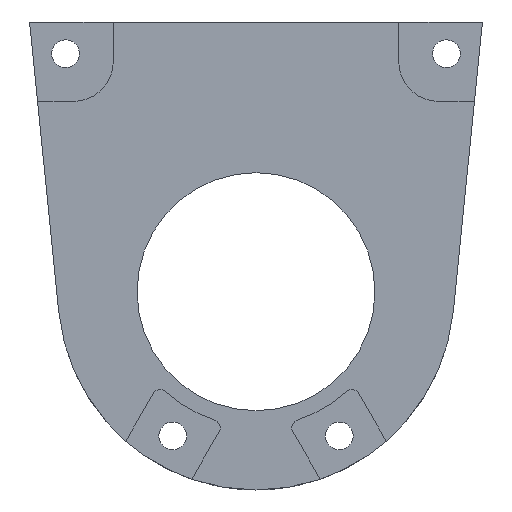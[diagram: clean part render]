
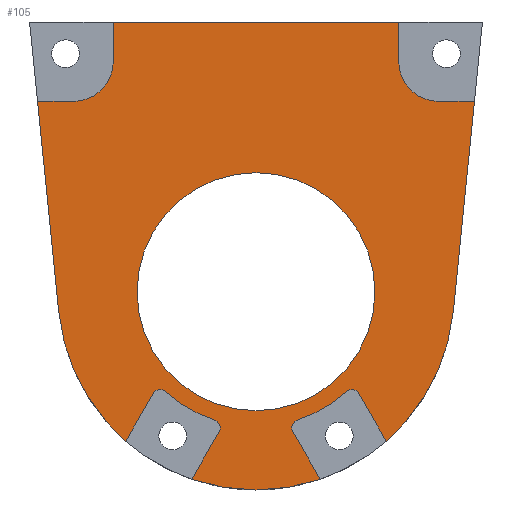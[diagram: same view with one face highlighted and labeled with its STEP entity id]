
A CAD part, front view. The second image highlights one B-rep face of the part: STEP entity #105.
In plain terms, the highlighted planar face has unit normal (0, -1, 0).
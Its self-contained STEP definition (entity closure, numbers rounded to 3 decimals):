
#74=FACE_BOUND('',#294,.T.);
#75=FACE_BOUND('',#295,.T.);
#105=ADVANCED_FACE('',(#74,#75),#181,.F.);
#181=PLANE('',#1528);
#294=EDGE_LOOP('',(#422));
#295=EDGE_LOOP('',(#423,#424,#425,#426,#427,#428,#429,#430,#431,#432,#433,
#434,#435,#436,#437,#438,#439,#440,#441,#442,#443,#444));
#422=ORIENTED_EDGE('',*,*,#918,.T.);
#423=ORIENTED_EDGE('',*,*,#899,.F.);
#424=ORIENTED_EDGE('',*,*,#919,.T.);
#425=ORIENTED_EDGE('',*,*,#920,.T.);
#426=ORIENTED_EDGE('',*,*,#921,.T.);
#427=ORIENTED_EDGE('',*,*,#886,.F.);
#428=ORIENTED_EDGE('',*,*,#922,.F.);
#429=ORIENTED_EDGE('',*,*,#923,.T.);
#430=ORIENTED_EDGE('',*,*,#924,.F.);
#431=ORIENTED_EDGE('',*,*,#925,.F.);
#432=ORIENTED_EDGE('',*,*,#926,.F.);
#433=ORIENTED_EDGE('',*,*,#927,.T.);
#434=ORIENTED_EDGE('',*,*,#928,.T.);
#435=ORIENTED_EDGE('',*,*,#929,.T.);
#436=ORIENTED_EDGE('',*,*,#930,.T.);
#437=ORIENTED_EDGE('',*,*,#931,.T.);
#438=ORIENTED_EDGE('',*,*,#932,.F.);
#439=ORIENTED_EDGE('',*,*,#933,.T.);
#440=ORIENTED_EDGE('',*,*,#934,.T.);
#441=ORIENTED_EDGE('',*,*,#935,.T.);
#442=ORIENTED_EDGE('',*,*,#936,.T.);
#443=ORIENTED_EDGE('',*,*,#937,.T.);
#444=ORIENTED_EDGE('',*,*,#938,.F.);
#766=VERTEX_POINT('',#2075);
#767=VERTEX_POINT('',#2077);
#774=VERTEX_POINT('',#2092);
#778=VERTEX_POINT('',#2101);
#796=VERTEX_POINT('',#2141);
#797=VERTEX_POINT('',#2143);
#798=VERTEX_POINT('',#2145);
#799=VERTEX_POINT('',#2148);
#800=VERTEX_POINT('',#2150);
#801=VERTEX_POINT('',#2152);
#802=VERTEX_POINT('',#2154);
#803=VERTEX_POINT('',#2156);
#804=VERTEX_POINT('',#2158);
#805=VERTEX_POINT('',#2160);
#806=VERTEX_POINT('',#2162);
#807=VERTEX_POINT('',#2164);
#808=VERTEX_POINT('',#2166);
#809=VERTEX_POINT('',#2168);
#810=VERTEX_POINT('',#2170);
#811=VERTEX_POINT('',#2172);
#812=VERTEX_POINT('',#2174);
#813=VERTEX_POINT('',#2176);
#814=VERTEX_POINT('',#2178);
#886=EDGE_CURVE('',#766,#767,#1185,.T.);
#899=EDGE_CURVE('',#778,#774,#1198,.T.);
#918=EDGE_CURVE('',#796,#796,#1080,.T.);
#919=EDGE_CURVE('',#778,#797,#1209,.T.);
#920=EDGE_CURVE('',#797,#798,#1081,.T.);
#921=EDGE_CURVE('',#798,#767,#1210,.T.);
#922=EDGE_CURVE('',#799,#766,#1211,.T.);
#923=EDGE_CURVE('',#799,#800,#1082,.T.);
#924=EDGE_CURVE('',#801,#800,#1212,.T.);
#925=EDGE_CURVE('',#802,#801,#1213,.T.);
#926=EDGE_CURVE('',#803,#802,#1083,.T.);
#927=EDGE_CURVE('',#803,#804,#1214,.T.);
#928=EDGE_CURVE('',#804,#805,#1084,.T.);
#929=EDGE_CURVE('',#805,#806,#1085,.T.);
#930=EDGE_CURVE('',#806,#807,#1086,.T.);
#931=EDGE_CURVE('',#807,#808,#1215,.T.);
#932=EDGE_CURVE('',#809,#808,#1087,.T.);
#933=EDGE_CURVE('',#809,#810,#1216,.T.);
#934=EDGE_CURVE('',#810,#811,#1088,.T.);
#935=EDGE_CURVE('',#811,#812,#1089,.T.);
#936=EDGE_CURVE('',#812,#813,#1090,.T.);
#937=EDGE_CURVE('',#813,#814,#1217,.T.);
#938=EDGE_CURVE('',#774,#814,#1091,.T.);
#1080=CIRCLE('',#1516,15.);
#1081=CIRCLE('',#1517,5.);
#1082=CIRCLE('',#1518,5.);
#1083=CIRCLE('',#1519,25.);
#1084=CIRCLE('',#1520,1.);
#1085=CIRCLE('',#1521,17.);
#1086=CIRCLE('',#1522,1.);
#1087=CIRCLE('',#1523,25.);
#1088=CIRCLE('',#1524,1.);
#1089=CIRCLE('',#1525,17.);
#1090=CIRCLE('',#1526,1.);
#1091=CIRCLE('',#1527,25.);
#1185=LINE('',#2076,#1330);
#1198=LINE('',#2102,#1343);
#1209=LINE('',#2142,#1354);
#1210=LINE('',#2146,#1355);
#1211=LINE('',#2147,#1356);
#1212=LINE('',#2151,#1357);
#1213=LINE('',#2153,#1358);
#1214=LINE('',#2157,#1359);
#1215=LINE('',#2165,#1360);
#1216=LINE('',#2169,#1361);
#1217=LINE('',#2177,#1362);
#1330=VECTOR('',#1662,1.);
#1343=VECTOR('',#1677,1.);
#1354=VECTOR('',#1710,1.);
#1355=VECTOR('',#1713,1.);
#1356=VECTOR('',#1714,1.);
#1357=VECTOR('',#1717,1.);
#1358=VECTOR('',#1718,1.);
#1359=VECTOR('',#1721,1.);
#1360=VECTOR('',#1728,1.);
#1361=VECTOR('',#1731,1.);
#1362=VECTOR('',#1738,1.);
#1516=AXIS2_PLACEMENT_3D('',#2140,#1708,#1709);
#1517=AXIS2_PLACEMENT_3D('',#2144,#1711,#1712);
#1518=AXIS2_PLACEMENT_3D('',#2149,#1715,#1716);
#1519=AXIS2_PLACEMENT_3D('',#2155,#1719,#1720);
#1520=AXIS2_PLACEMENT_3D('',#2159,#1722,#1723);
#1521=AXIS2_PLACEMENT_3D('',#2161,#1724,#1725);
#1522=AXIS2_PLACEMENT_3D('',#2163,#1726,#1727);
#1523=AXIS2_PLACEMENT_3D('',#2167,#1729,#1730);
#1524=AXIS2_PLACEMENT_3D('',#2171,#1732,#1733);
#1525=AXIS2_PLACEMENT_3D('',#2173,#1734,#1735);
#1526=AXIS2_PLACEMENT_3D('',#2175,#1736,#1737);
#1527=AXIS2_PLACEMENT_3D('',#2179,#1739,#1740);
#1528=AXIS2_PLACEMENT_3D('',#2180,#1741,#1742);
#1662=DIRECTION('',(1.,0.,0.));
#1677=DIRECTION('',(-0.1,0.,-0.995));
#1708=DIRECTION('',(0.,1.,0.));
#1709=DIRECTION('',(1.,0.,0.));
#1710=DIRECTION('',(-1.,0.,0.));
#1711=DIRECTION('',(0.,1.,0.));
#1712=DIRECTION('',(0.,0.,1.));
#1713=DIRECTION('',(0.,0.,1.));
#1714=DIRECTION('',(0.,0.,1.));
#1715=DIRECTION('',(0.,1.,0.));
#1716=DIRECTION('',(0.,0.,1.));
#1717=DIRECTION('',(1.,0.,0.));
#1718=DIRECTION('',(-0.1,0.,0.995));
#1719=DIRECTION('',(0.,1.,0.));
#1720=DIRECTION('',(1.,0.,0.));
#1721=DIRECTION('',(0.5,0.,0.866));
#1722=DIRECTION('',(0.,1.,0.));
#1723=DIRECTION('',(0.,0.,1.));
#1724=DIRECTION('',(0.,-1.,0.));
#1725=DIRECTION('',(0.5,0.,-0.866));
#1726=DIRECTION('',(0.,1.,0.));
#1727=DIRECTION('',(0.,0.,1.));
#1728=DIRECTION('',(-0.5,0.,-0.866));
#1729=DIRECTION('',(0.,1.,0.));
#1730=DIRECTION('',(1.,0.,0.));
#1731=DIRECTION('',(-0.5,0.,0.866));
#1732=DIRECTION('',(0.,1.,0.));
#1733=DIRECTION('',(0.,0.,1.));
#1734=DIRECTION('',(0.,-1.,0.));
#1735=DIRECTION('',(1.,0.,0.));
#1736=DIRECTION('',(0.,1.,0.));
#1737=DIRECTION('',(0.,0.,1.));
#1738=DIRECTION('',(0.5,0.,-0.866));
#1739=DIRECTION('',(0.,1.,0.));
#1740=DIRECTION('',(1.,0.,0.));
#1741=DIRECTION('',(0.,1.,0.));
#1742=DIRECTION('',(0.,0.,1.));
#2075=CARTESIAN_POINT('',(-18.,0.,34.));
#2076=CARTESIAN_POINT('',(-28.543,0.,34.));
#2077=CARTESIAN_POINT('',(18.,0.,34.));
#2092=CARTESIAN_POINT('',(24.875,0.,-2.5));
#2101=CARTESIAN_POINT('',(27.538,0.,24.));
#2102=CARTESIAN_POINT('',(28.543,0.,34.));
#2140=CARTESIAN_POINT('',(0.,0.,0.));
#2141=CARTESIAN_POINT('',(15.,0.,0.));
#2142=CARTESIAN_POINT('',(27.538,0.,24.));
#2143=CARTESIAN_POINT('',(23.,0.,24.));
#2144=CARTESIAN_POINT('',(23.,0.,29.));
#2145=CARTESIAN_POINT('',(18.,0.,29.));
#2146=CARTESIAN_POINT('',(18.,0.,24.));
#2147=CARTESIAN_POINT('',(-18.,0.,24.));
#2148=CARTESIAN_POINT('',(-18.,0.,29.));
#2149=CARTESIAN_POINT('',(-23.,0.,29.));
#2150=CARTESIAN_POINT('',(-23.,0.,24.));
#2151=CARTESIAN_POINT('',(-27.538,0.,24.));
#2152=CARTESIAN_POINT('',(-27.538,0.,24.));
#2153=CARTESIAN_POINT('',(-24.875,0.,-2.5));
#2154=CARTESIAN_POINT('',(-24.875,0.,-2.5));
#2155=CARTESIAN_POINT('',(0.,0.,0.));
#2156=CARTESIAN_POINT('',(-16.424,0.,-18.848));
#2157=CARTESIAN_POINT('',(-16.424,0.,-18.848));
#2158=CARTESIAN_POINT('',(-12.954,0.,-12.837));
#2159=CARTESIAN_POINT('',(-12.088,0.,-13.337));
#2160=CARTESIAN_POINT('',(-11.416,0.,-12.596));
#2161=CARTESIAN_POINT('',(0.,0.,0.));
#2162=CARTESIAN_POINT('',(-5.2,0.,-16.185));
#2163=CARTESIAN_POINT('',(-5.506,0.,-17.137));
#2164=CARTESIAN_POINT('',(-4.64,0.,-17.637));
#2165=CARTESIAN_POINT('',(-3.997,0.,-16.523));
#2166=CARTESIAN_POINT('',(-8.111,0.,-23.648));
#2167=CARTESIAN_POINT('',(0.,0.,0.));
#2168=CARTESIAN_POINT('',(8.111,0.,-23.648));
#2169=CARTESIAN_POINT('',(8.111,0.,-23.648));
#2170=CARTESIAN_POINT('',(4.64,0.,-17.637));
#2171=CARTESIAN_POINT('',(5.506,0.,-17.137));
#2172=CARTESIAN_POINT('',(5.2,0.,-16.185));
#2173=CARTESIAN_POINT('',(0.,0.,0.));
#2174=CARTESIAN_POINT('',(11.416,0.,-12.596));
#2175=CARTESIAN_POINT('',(12.088,0.,-13.337));
#2176=CARTESIAN_POINT('',(12.954,0.,-12.837));
#2177=CARTESIAN_POINT('',(12.311,0.,-11.723));
#2178=CARTESIAN_POINT('',(16.424,0.,-18.848));
#2179=CARTESIAN_POINT('',(0.,0.,0.));
#2180=CARTESIAN_POINT('',(0.,0.,0.));
